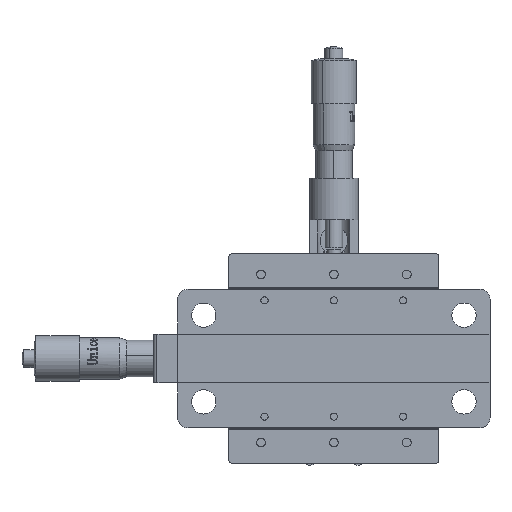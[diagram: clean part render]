
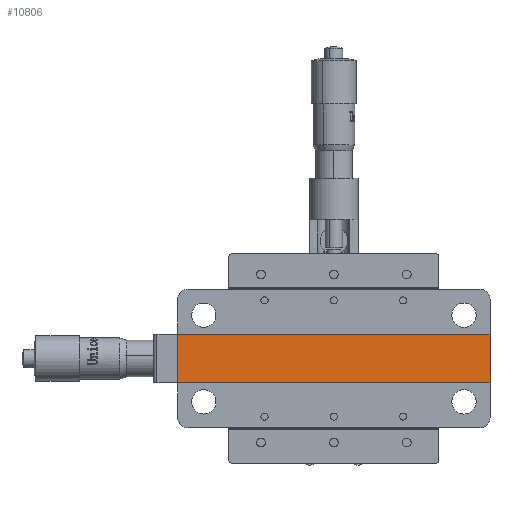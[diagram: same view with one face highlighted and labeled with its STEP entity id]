
A CAD part, front view. The second image highlights one B-rep face of the part: STEP entity #10806.
In plain terms, the highlighted planar face has unit normal (0, -1, 0).
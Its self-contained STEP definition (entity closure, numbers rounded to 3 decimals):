
#487 = FACE_OUTER_BOUND ( 'NONE', #46433, .T. ) ;
#687 = ORIENTED_EDGE ( 'NONE', *, *, #67798, .F. ) ;
#1271 = VECTOR ( 'NONE', #45100, 1000. ) ;
#3278 = CARTESIAN_POINT ( 'NONE',  ( 45., 0.3, -7. ) ) ;
#4612 = VERTEX_POINT ( 'NONE', #36151 ) ;
#5367 = ORIENTED_EDGE ( 'NONE', *, *, #19652, .T. ) ;
#5653 = CARTESIAN_POINT ( 'NONE',  ( 45., 0.3, 7. ) ) ;
#7634 = VECTOR ( 'NONE', #52843, 1000. ) ;
#8503 = DIRECTION ( 'NONE',  ( -1., 0., 0. ) ) ;
#9037 = VECTOR ( 'NONE', #37809, 1000. ) ;
#9304 = LINE ( 'NONE', #5653, #7634 ) ;
#10806 = ADVANCED_FACE ( 'NONE', ( #487 ), #64078, .T. ) ;
#19652 = EDGE_CURVE ( 'NONE', #60965, #46305, #9304, .T. ) ;
#20714 = VECTOR ( 'NONE', #8503, 1000. ) ;
#22120 = CARTESIAN_POINT ( 'NONE',  ( -45., 0.3, -7. ) ) ;
#22388 = DIRECTION ( 'NONE',  ( 0., -1., 0. ) ) ;
#23044 = CARTESIAN_POINT ( 'NONE',  ( 45., 0.3, 7. ) ) ;
#24625 = LINE ( 'NONE', #22120, #9037 ) ;
#30478 = ORIENTED_EDGE ( 'NONE', *, *, #38264, .F. ) ;
#32568 = VERTEX_POINT ( 'NONE', #57840 ) ;
#33064 = LINE ( 'NONE', #3278, #20714 ) ;
#34950 = AXIS2_PLACEMENT_3D ( 'NONE', #53785, #22388, #59030 ) ;
#36151 = CARTESIAN_POINT ( 'NONE',  ( -45., 0.3, -7. ) ) ;
#37809 = DIRECTION ( 'NONE',  ( 0., 0., 1. ) ) ;
#38264 = EDGE_CURVE ( 'NONE', #4612, #46305, #24625, .T. ) ;
#39837 = CARTESIAN_POINT ( 'NONE',  ( 45., 0.3, -7. ) ) ;
#41483 = CARTESIAN_POINT ( 'NONE',  ( -45., 0.3, 7. ) ) ;
#43126 = LINE ( 'NONE', #39837, #1271 ) ;
#45100 = DIRECTION ( 'NONE',  ( 0., 0., 1. ) ) ;
#46305 = VERTEX_POINT ( 'NONE', #41483 ) ;
#46433 = EDGE_LOOP ( 'NONE', ( #30478, #687, #48619, #5367 ) ) ;
#48619 = ORIENTED_EDGE ( 'NONE', *, *, #56884, .T. ) ;
#52843 = DIRECTION ( 'NONE',  ( -1., 0., 0. ) ) ;
#53785 = CARTESIAN_POINT ( 'NONE',  ( 45., 0.3, -7. ) ) ;
#56884 = EDGE_CURVE ( 'NONE', #32568, #60965, #43126, .T. ) ;
#57840 = CARTESIAN_POINT ( 'NONE',  ( 45., 0.3, -7. ) ) ;
#59030 = DIRECTION ( 'NONE',  ( 0., 0., 1. ) ) ;
#60965 = VERTEX_POINT ( 'NONE', #23044 ) ;
#64078 = PLANE ( 'NONE',  #34950 ) ;
#67798 = EDGE_CURVE ( 'NONE', #32568, #4612, #33064, .T. ) ;
